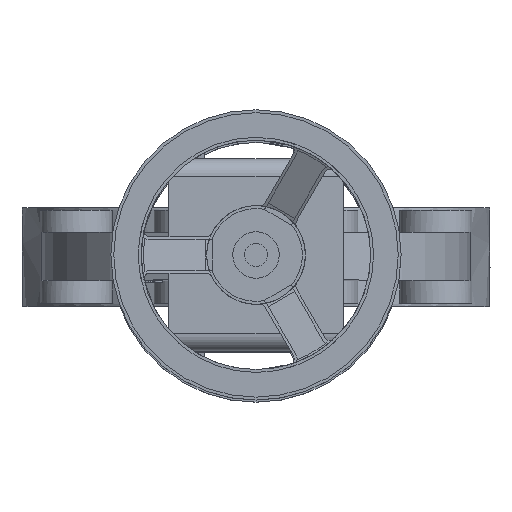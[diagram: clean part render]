
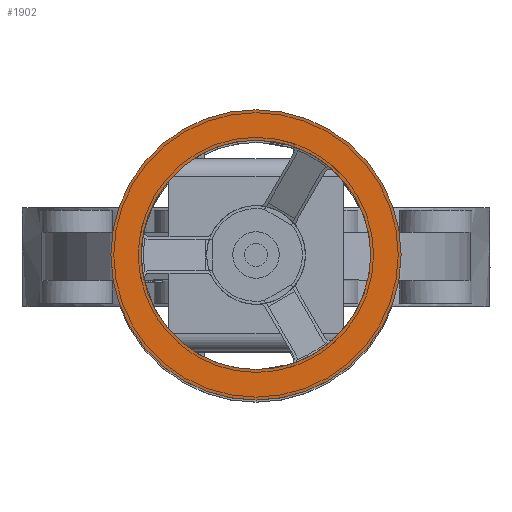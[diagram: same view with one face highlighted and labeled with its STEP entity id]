
A CAD part, top view. The second image highlights one B-rep face of the part: STEP entity #1902.
In plain terms, the highlighted planar face has unit normal (0, 0, 1).
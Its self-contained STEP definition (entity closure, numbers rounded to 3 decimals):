
#1902 = ADVANCED_FACE( '', ( #4076, #4077 ), #4078, .T. );
#4076 = FACE_BOUND( '', #7230, .T. );
#4077 = FACE_OUTER_BOUND( '', #7231, .T. );
#4078 = PLANE( '', #7232 );
#7230 = EDGE_LOOP( '', ( #14762 ) );
#7231 = EDGE_LOOP( '', ( #14763 ) );
#7232 = AXIS2_PLACEMENT_3D( '', #14764, #14765, #14766 );
#14762 = ORIENTED_EDGE( '', *, *, #17506, .T. );
#14763 = ORIENTED_EDGE( '', *, *, #17478, .F. );
#14764 = CARTESIAN_POINT( '', ( -100., 0., 50. ) );
#14765 = DIRECTION( '', ( 0., 0., 1. ) );
#14766 = DIRECTION( '', ( 1., 0., 0. ) );
#17478 = EDGE_CURVE( '', #20739, #20739, #20740, .T. );
#17506 = EDGE_CURVE( '', #20776, #20776, #20777, .T. );
#20739 = VERTEX_POINT( '', #28542 );
#20740 = CIRCLE( '', #28543, 100. );
#20776 = VERTEX_POINT( '', #28682 );
#20777 = CIRCLE( '', #28683, 79. );
#28542 = CARTESIAN_POINT( '', ( -100., 0., 50. ) );
#28543 = AXIS2_PLACEMENT_3D( '', #34489, #34490, #34491 );
#28682 = CARTESIAN_POINT( '', ( -79., 0., 50. ) );
#28683 = AXIS2_PLACEMENT_3D( '', #34526, #34527, #34528 );
#34489 = CARTESIAN_POINT( '', ( 0., 0., 50. ) );
#34490 = DIRECTION( '', ( 0., 0., -1. ) );
#34491 = DIRECTION( '', ( -1., 0., 0. ) );
#34526 = CARTESIAN_POINT( '', ( 0., 0., 50. ) );
#34527 = DIRECTION( '', ( 0., 0., -1. ) );
#34528 = DIRECTION( '', ( -1., 0., 0. ) );
